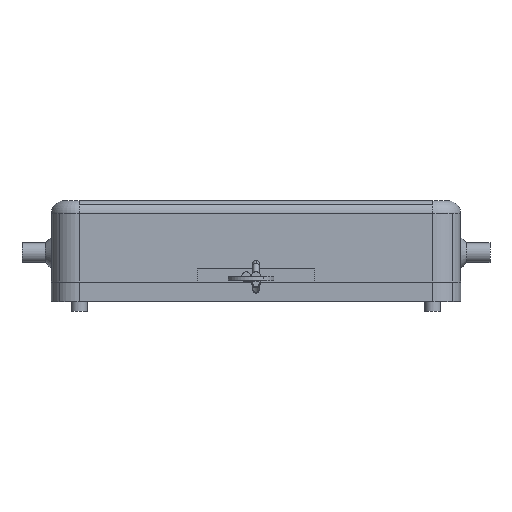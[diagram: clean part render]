
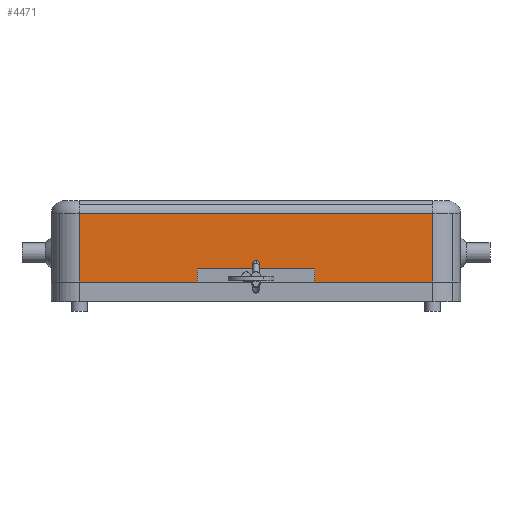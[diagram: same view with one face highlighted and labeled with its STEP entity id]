
A CAD part, front view. The second image highlights one B-rep face of the part: STEP entity #4471.
In plain terms, the highlighted planar face has unit normal (0, -1, 0).
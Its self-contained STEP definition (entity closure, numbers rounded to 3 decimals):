
#643=CARTESIAN_POINT('',(-27.2,-14.7,0.0));
#644=VERTEX_POINT('',#643);
#652=CARTESIAN_POINT('',(-27.2,-14.7,10.5));
#653=VERTEX_POINT('',#652);
#654=CARTESIAN_POINT('',(-27.2,-14.7,0.0));
#655=DIRECTION('',(0.0,0.0,1.0));
#656=VECTOR('',#655,10.5);
#657=LINE('',#654,#656);
#658=EDGE_CURVE('',#644,#653,#657,.T.);
#4151=CARTESIAN_POINT('',(27.2,-14.7,10.5));
#4152=VERTEX_POINT('',#4151);
#4153=CARTESIAN_POINT('',(-27.2,-14.7,10.5));
#4154=DIRECTION('',(1.0,0.0,0.0));
#4155=VECTOR('',#4154,54.4);
#4156=LINE('',#4153,#4155);
#4157=EDGE_CURVE('',#653,#4152,#4156,.T.);
#4405=CARTESIAN_POINT('',(27.2,-14.7,0.0));
#4406=VERTEX_POINT('',#4405);
#4407=CARTESIAN_POINT('',(27.2,-14.7,10.5));
#4408=DIRECTION('',(0.0,0.0,-1.0));
#4409=VECTOR('',#4408,10.5);
#4410=LINE('',#4407,#4409);
#4411=EDGE_CURVE('',#4152,#4406,#4410,.T.);
#4423=CARTESIAN_POINT('',(31.5,-14.7,0.0));
#4424=DIRECTION('',(0.0,-1.0,0.0));
#4425=DIRECTION('',(0.0,0.0,-1.0));
#4426=AXIS2_PLACEMENT_3D('',#4423,#4424,#4425);
#4427=PLANE('',#4426);
#4428=ORIENTED_EDGE('',*,*,#4157,.F.);
#4429=ORIENTED_EDGE('',*,*,#658,.F.);
#4430=CARTESIAN_POINT('',(-9.0,-14.7,0.));
#4431=VERTEX_POINT('',#4430);
#4432=CARTESIAN_POINT('',(-9.0,-14.7,0.));
#4433=DIRECTION('',(-1.0,0.0,0.0));
#4434=VECTOR('',#4433,18.2);
#4435=LINE('',#4432,#4434);
#4436=EDGE_CURVE('',#4431,#644,#4435,.T.);
#4437=ORIENTED_EDGE('',*,*,#4436,.F.);
#4438=CARTESIAN_POINT('',(-9.0,-14.7,2.));
#4439=VERTEX_POINT('',#4438);
#4440=CARTESIAN_POINT('',(-9.0,-14.7,0.));
#4441=DIRECTION('',(0.0,0.0,1.0));
#4442=VECTOR('',#4441,2.);
#4443=LINE('',#4440,#4442);
#4444=EDGE_CURVE('',#4431,#4439,#4443,.T.);
#4445=ORIENTED_EDGE('',*,*,#4444,.T.);
#4446=CARTESIAN_POINT('',(9.0,-14.7,2.));
#4447=VERTEX_POINT('',#4446);
#4448=CARTESIAN_POINT('',(-9.0,-14.7,2.));
#4449=DIRECTION('',(1.0,0.0,0.0));
#4450=VECTOR('',#4449,18.0);
#4451=LINE('',#4448,#4450);
#4452=EDGE_CURVE('',#4439,#4447,#4451,.T.);
#4453=ORIENTED_EDGE('',*,*,#4452,.T.);
#4454=CARTESIAN_POINT('',(9.0,-14.7,0.));
#4455=VERTEX_POINT('',#4454);
#4456=CARTESIAN_POINT('',(9.0,-14.7,2.));
#4457=DIRECTION('',(0.0,0.0,-1.0));
#4458=VECTOR('',#4457,2.);
#4459=LINE('',#4456,#4458);
#4460=EDGE_CURVE('',#4447,#4455,#4459,.T.);
#4461=ORIENTED_EDGE('',*,*,#4460,.T.);
#4462=CARTESIAN_POINT('',(27.2,-14.7,0.0));
#4463=DIRECTION('',(-1.0,0.0,0.0));
#4464=VECTOR('',#4463,18.2);
#4465=LINE('',#4462,#4464);
#4466=EDGE_CURVE('',#4406,#4455,#4465,.T.);
#4467=ORIENTED_EDGE('',*,*,#4466,.F.);
#4468=ORIENTED_EDGE('',*,*,#4411,.F.);
#4469=EDGE_LOOP('',(#4428,#4429,#4437,#4445,#4453,#4461,#4467,#4468));
#4470=FACE_OUTER_BOUND('',#4469,.T.);
#4471=ADVANCED_FACE('',(#4470),#4427,.T.);
